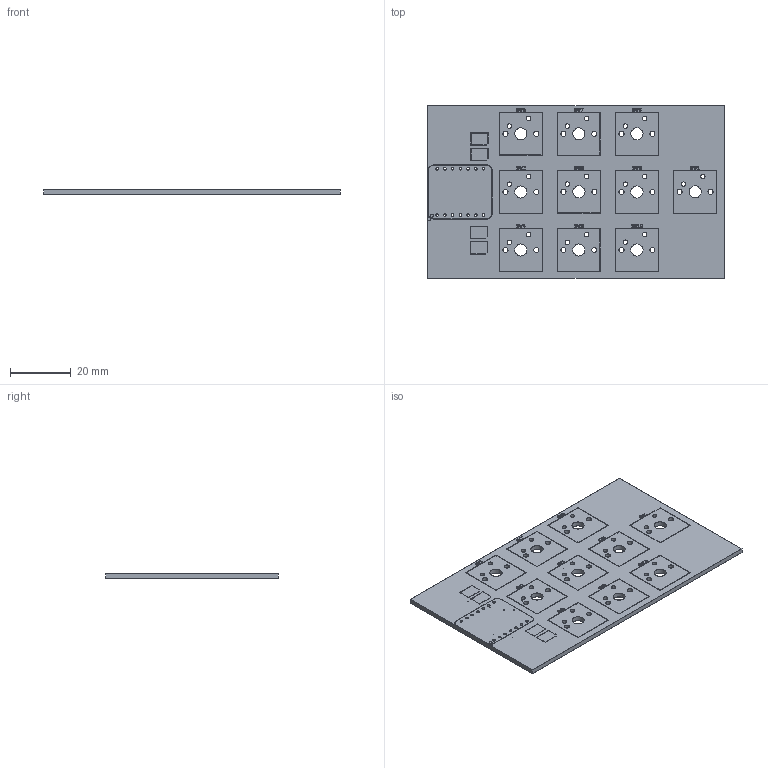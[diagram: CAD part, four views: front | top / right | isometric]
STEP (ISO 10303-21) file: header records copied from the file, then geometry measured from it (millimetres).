
FILE_DESCRIPTION(('KiCad electronic assembly'),'2;1');
FILE_NAME('Hackpad.step','2025-06-27T15:32:45',('Pcbnew'),('Kicad'), 'Open CASCADE STEP processor 7.8','KiCad to STEP converter','Unknown' );
FILE_SCHEMA(('AUTOMOTIVE_DESIGN { 1 0 10303 214 1 1 1 1 }'));
Length unit declared in the file: millimetre
Products named in the file (4): Hackpad 1; Hackpad_silkscreen; Hackpad_soldermask; Hackpad_PCB
Assembly tree (3 placements, depth 2):
  Hackpad 1
    Hackpad_silkscreen
    Hackpad_soldermask
    Hackpad_PCB
Bounding box: 97.4 x 56.8 x 1.64 mm (x, y, z)
Volume: 8028.1 mm3; surface area: 22407.3 mm2
Topology: 1 solids, 51 shells, 129 faces, 1278 edges, 1201 vertices
Faces by surface type: cylinder 73, plane 56
Full cylindrical faces by diameter (mm): 0.3 x9, 0.889 x14, 1.5 x20, 1.7 x20, 4 x10
Entity records: 13076 total; most frequent: CARTESIAN_POINT 2612, DIRECTION 2064, ORIENTED_EDGE 1509, EDGE_CURVE 1278, VERTEX_POINT 1201, LINE 758, VECTOR 758, AXIS2_PLACEMENT_3D 653
